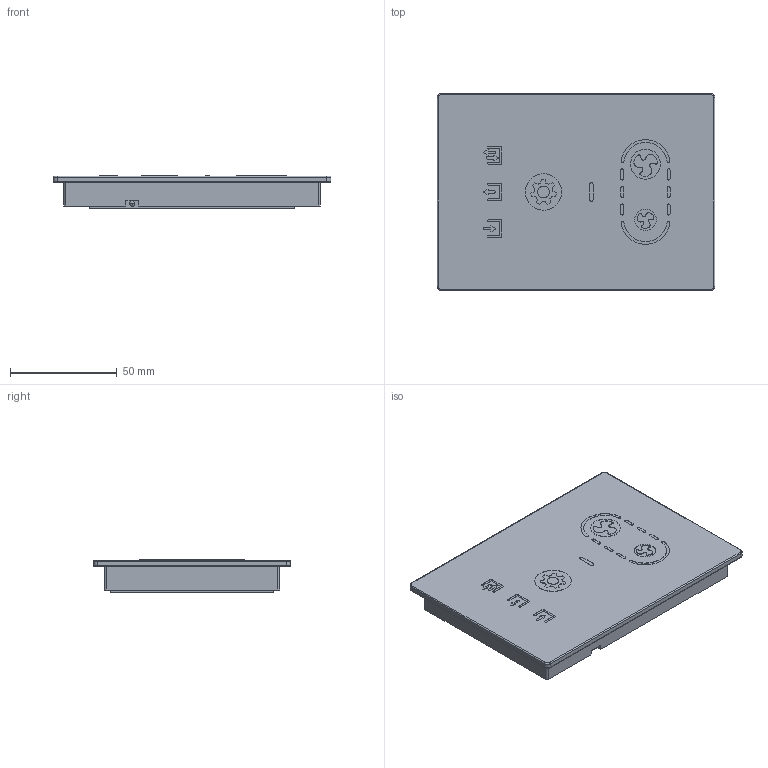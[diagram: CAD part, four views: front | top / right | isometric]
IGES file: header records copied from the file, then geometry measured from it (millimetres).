
Start section: Elysium IGES Interface
Global section: file name: 116HRLS-G1-WS Glasbedienteil.igs; native system: PTC Creo Elements/Direct Modeling 19.0C  15-Aug-2015; preprocessor: Creo Element/Direct IGES_3D V2.2; author: Unknown; organization: Unknown; date: 20200218.165335; units: millimetre
Bounding box: 130 x 92 x 15.1 mm (x, y, z)
Volume: 125090.2 mm3; surface area: 48151.1 mm2
Topology: 2 solids, 2 shells, 350 faces, 939 edges, 620 vertices
Faces by surface type: bspline 350
